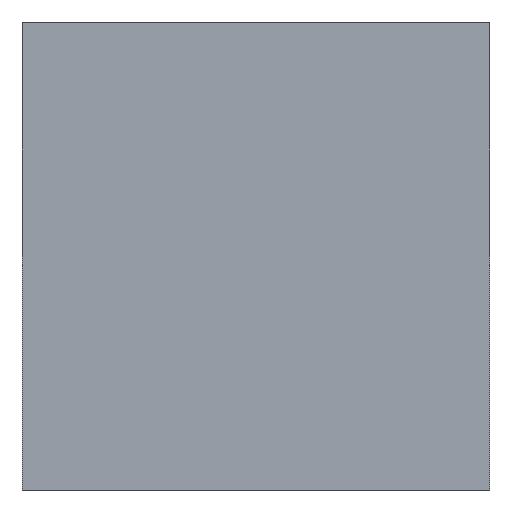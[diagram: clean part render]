
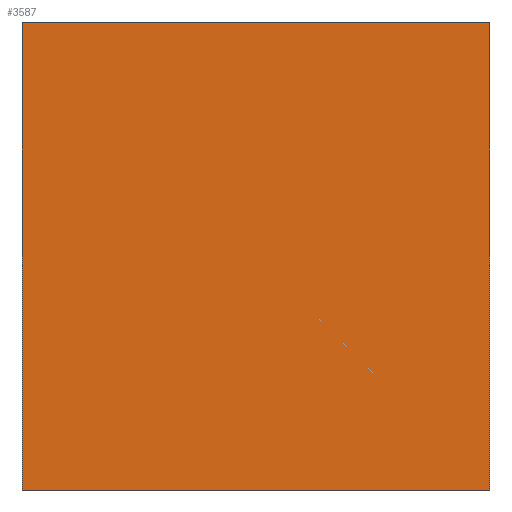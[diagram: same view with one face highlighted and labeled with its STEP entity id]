
A CAD part, left-side view. The second image highlights one B-rep face of the part: STEP entity #3587.
In plain terms, the highlighted planar face has unit normal (-1, 0, 0).
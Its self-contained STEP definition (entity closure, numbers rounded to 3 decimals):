
#175=FACE_OUTER_BOUND('',#351,.T.);
#351=EDGE_LOOP('',(#3193,#3194,#3195,#3196));
#859=LINE('',#5635,#1369);
#863=LINE('',#5642,#1373);
#864=LINE('',#5644,#1374);
#865=LINE('',#5645,#1375);
#1369=VECTOR('',#4596,10.);
#1373=VECTOR('',#4602,10.);
#1374=VECTOR('',#4605,10.);
#1375=VECTOR('',#4606,10.);
#1723=VERTEX_POINT('',#5632);
#1724=VERTEX_POINT('',#5634);
#1725=VERTEX_POINT('',#5638);
#1726=VERTEX_POINT('',#5640);
#2219=EDGE_CURVE('',#1723,#1724,#859,.T.);
#2223=EDGE_CURVE('',#1725,#1726,#863,.T.);
#2224=EDGE_CURVE('',#1725,#1723,#864,.T.);
#2225=EDGE_CURVE('',#1724,#1726,#865,.T.);
#3193=ORIENTED_EDGE('',*,*,#2224,.F.);
#3194=ORIENTED_EDGE('',*,*,#2223,.T.);
#3195=ORIENTED_EDGE('',*,*,#2225,.F.);
#3196=ORIENTED_EDGE('',*,*,#2219,.F.);
#3414=PLANE('',#3774);
#3587=ADVANCED_FACE('',(#175),#3414,.T.);
#3774=AXIS2_PLACEMENT_3D('',#5643,#4603,#4604);
#4596=DIRECTION('',(0.,0.,-1.));
#4602=DIRECTION('',(0.,0.,-1.));
#4603=DIRECTION('center_axis',(-1.,0.,0.));
#4604=DIRECTION('ref_axis',(0.,1.,0.));
#4605=DIRECTION('',(0.,-1.,0.));
#4606=DIRECTION('',(0.,1.,0.));
#5632=CARTESIAN_POINT('',(-3.,-55.,30.));
#5634=CARTESIAN_POINT('',(-3.,-55.,-30.));
#5635=CARTESIAN_POINT('',(-3.,-55.,30.));
#5638=CARTESIAN_POINT('',(-3.,5.,30.));
#5640=CARTESIAN_POINT('',(-3.,5.,-30.));
#5642=CARTESIAN_POINT('',(-3.,5.,30.));
#5643=CARTESIAN_POINT('Origin',(-3.,-55.,30.));
#5644=CARTESIAN_POINT('',(-3.,5.,30.));
#5645=CARTESIAN_POINT('',(-3.,5.,-30.));
